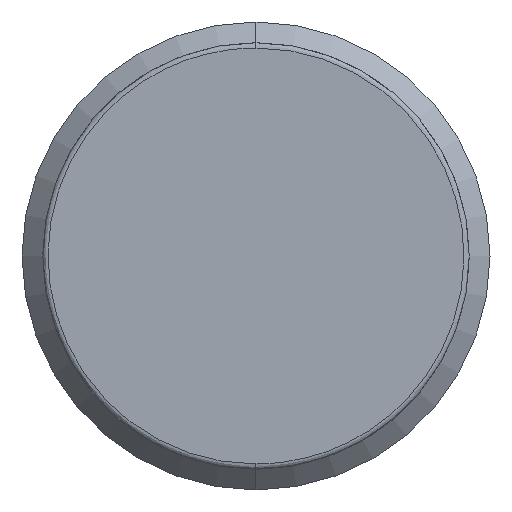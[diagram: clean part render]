
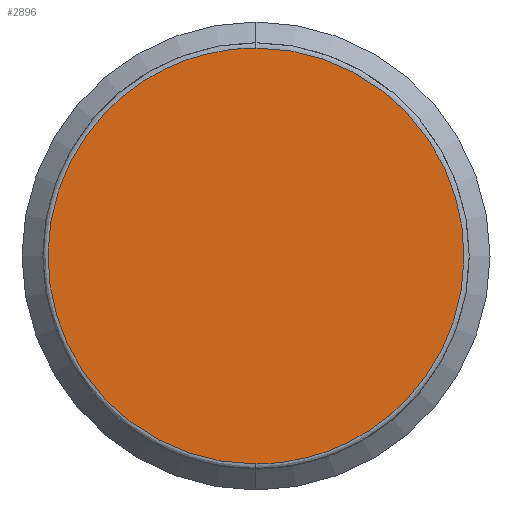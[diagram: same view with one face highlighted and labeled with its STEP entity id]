
A CAD part, left-side view. The second image highlights one B-rep face of the part: STEP entity #2896.
In plain terms, the highlighted planar face has unit normal (-1, 0, 0).
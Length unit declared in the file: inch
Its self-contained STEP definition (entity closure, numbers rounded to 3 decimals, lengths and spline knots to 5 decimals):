
#17 = CARTESIAN_POINT ( 'NONE',  ( -0.01969, 0., 0. ) ) ;
#387 = ORIENTED_EDGE ( 'NONE', *, *, #4343, .F. ) ;
#419 =( BOUNDED_CURVE ( )  B_SPLINE_CURVE ( 3, ( #739, #5572, #2191, #3192 ),
 .UNSPECIFIED., .F., .F. ) 
 B_SPLINE_CURVE_WITH_KNOTS ( ( 4, 4 ),
 ( 0.5, 1. ),
 .UNSPECIFIED. ) 
 CURVE ( )  GEOMETRIC_REPRESENTATION_ITEM ( )  RATIONAL_B_SPLINE_CURVE ( ( 1., 0.333, 0.333, 1. ) ) 
 REPRESENTATION_ITEM ( '' )  );
#477 = PLANE ( 'NONE',  #5799 ) ;
#739 = CARTESIAN_POINT ( 'NONE',  ( -0.01969, 0., -0.31496 ) ) ;
#748 = CARTESIAN_POINT ( 'NONE',  ( -0.01969, 0., 0.31496 ) ) ;
#770 = CARTESIAN_POINT ( 'NONE',  ( -0.01969, -0.62992, 0.31496 ) ) ;
#807 = CARTESIAN_POINT ( 'NONE',  ( -0.01969, 0., 0.31496 ) ) ;
#934 = ORIENTED_EDGE ( 'NONE', *, *, #1170, .F. ) ;
#1170 = EDGE_CURVE ( 'NONE', #3233, #1501, #5439, .T. ) ;
#1501 = VERTEX_POINT ( 'NONE', #2521 ) ;
#1724 = FACE_OUTER_BOUND ( 'NONE', #1871, .T. ) ;
#1871 = EDGE_LOOP ( 'NONE', ( #934, #387 ) ) ;
#2191 = CARTESIAN_POINT ( 'NONE',  ( -0.01969, 0.62992, 0.31496 ) ) ;
#2521 = CARTESIAN_POINT ( 'NONE',  ( -0.01969, 0., -0.31496 ) ) ;
#2896 = ADVANCED_FACE ( 'NONE', ( #1724 ), #477, .T. ) ;
#3192 = CARTESIAN_POINT ( 'NONE',  ( -0.01969, 0., 0.31496 ) ) ;
#3233 = VERTEX_POINT ( 'NONE', #807 ) ;
#3622 = CARTESIAN_POINT ( 'NONE',  ( -0.01969, 0., -0.31496 ) ) ;
#4135 = CARTESIAN_POINT ( 'NONE',  ( -0.01969, -0.62992, -0.31496 ) ) ;
#4343 = EDGE_CURVE ( 'NONE', #1501, #3233, #419, .T. ) ;
#4352 = DIRECTION ( 'NONE',  ( 0., 0., 1. ) ) ;
#4877 = DIRECTION ( 'NONE',  ( -1., 0., 0. ) ) ;
#5439 =( BOUNDED_CURVE ( )  B_SPLINE_CURVE ( 3, ( #748, #770, #4135, #3622 ),
 .UNSPECIFIED., .F., .F. ) 
 B_SPLINE_CURVE_WITH_KNOTS ( ( 4, 4 ),
 ( 0., 0.5 ),
 .UNSPECIFIED. ) 
 CURVE ( )  GEOMETRIC_REPRESENTATION_ITEM ( )  RATIONAL_B_SPLINE_CURVE ( ( 1., 0.333, 0.333, 1. ) ) 
 REPRESENTATION_ITEM ( '' )  );
#5572 = CARTESIAN_POINT ( 'NONE',  ( -0.01969, 0.62992, -0.31496 ) ) ;
#5799 = AXIS2_PLACEMENT_3D ( 'NONE', #17, #4877, #4352 ) ;
